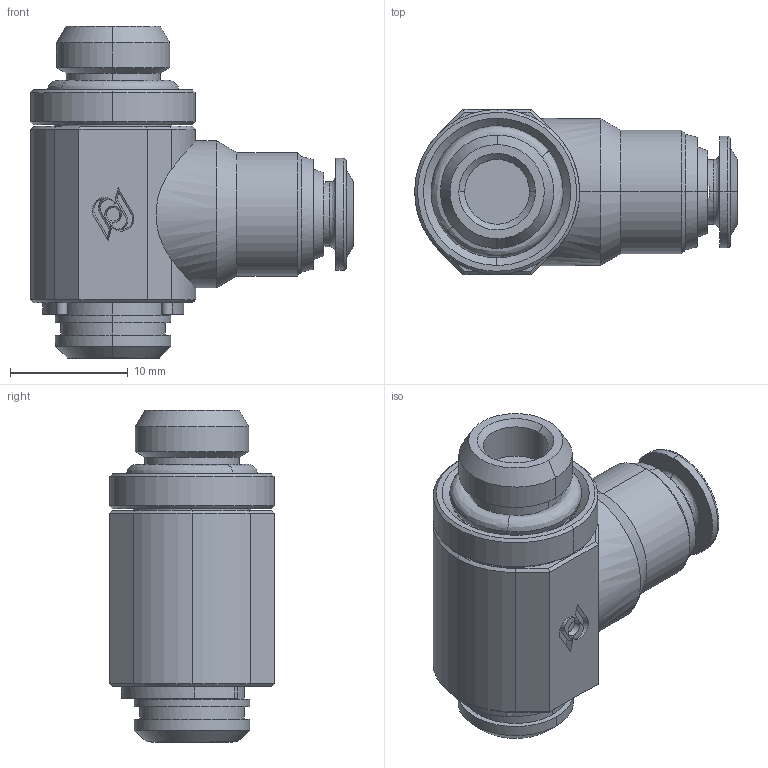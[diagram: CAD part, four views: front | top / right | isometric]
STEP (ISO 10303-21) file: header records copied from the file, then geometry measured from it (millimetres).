
FILE_DESCRIPTION (( 'STEP AP214' ), '1' );
FILE_NAME ('PH04-G01_ME.STEP', '2018-09-06T11:45:49', ( '' ), ( '' ), 'SwSTEP 2.0', 'SolidWorks 2018', '' );
FILE_SCHEMA (( 'AUTOMOTIVE_DESIGN' ));
Length unit declared in the file: millimetre
Products named in the file (1): PH04-G01_ME
Bounding box: 27.4 x 14 x 28.2 mm (x, y, z)
Volume: 4577.4 mm3; surface area: 2530.3 mm2
Topology: 2 solids, 2 shells, 177 faces, 415 edges, 257 vertices
Faces by surface type: bspline 177
Entity records: 6988 total; most frequent: CARTESIAN_POINT 4478, ORIENTED_EDGE 830, EDGE_CURVE 415, B_SPLINE_CURVE_WITH_KNOTS 308, VERTEX_POINT 257, EDGE_LOOP 200, ADVANCED_FACE 177, FACE_OUTER_BOUND 177
